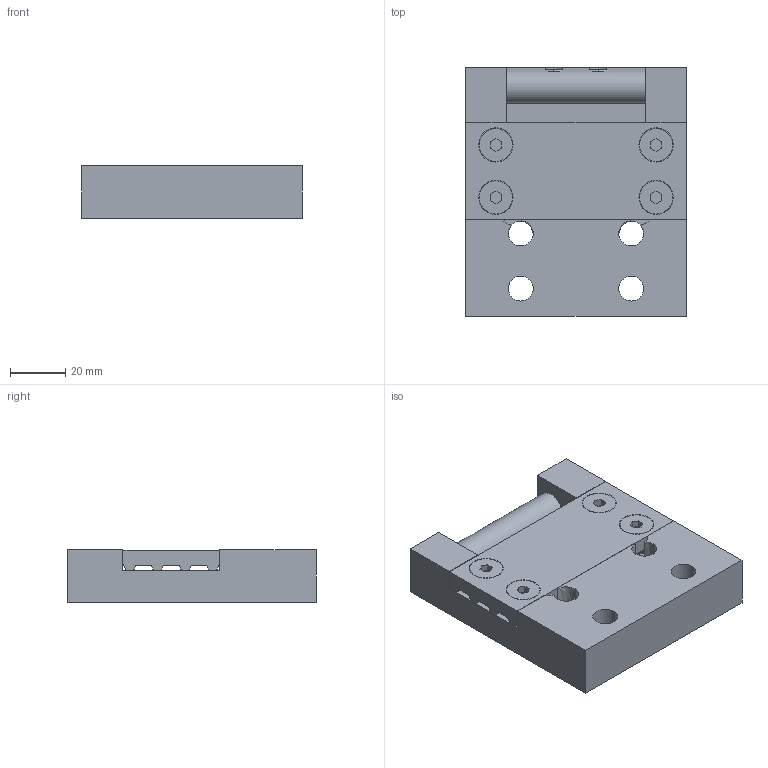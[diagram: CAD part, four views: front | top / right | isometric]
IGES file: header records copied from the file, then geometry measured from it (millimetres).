
Global section: file name: No Iges File Name specified; native system: AutoDesk Inventor R11.0; preprocessor: AutoDesk Inventor Iges Exporter R11.0; author: No Author specified; organization: No Organization specified; date: 20070910.120415; units: millimetre
Bounding box: 80 x 90 x 19 mm (x, y, z)
Volume: 111376.9 mm3; surface area: 33294.8 mm2
Topology: 2 solids, 2 shells, 182 faces, 482 edges, 322 vertices
Faces by surface type: plane 95, bspline 36, revolution 24, cylinder 23, torus 4
